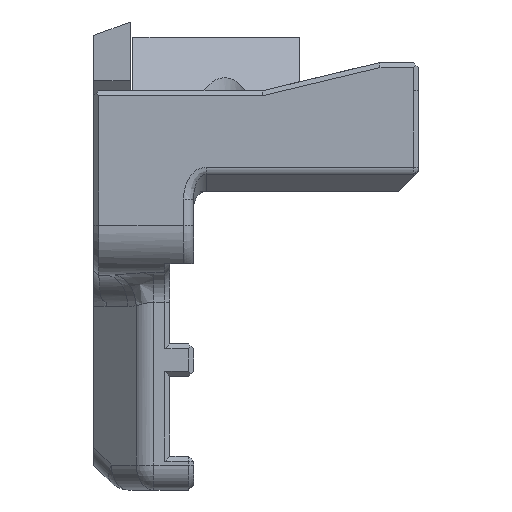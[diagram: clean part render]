
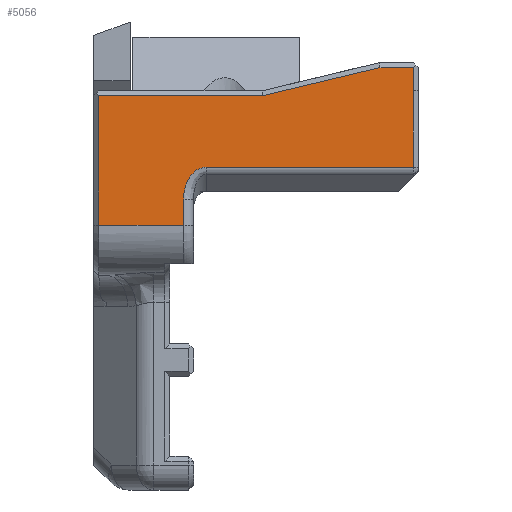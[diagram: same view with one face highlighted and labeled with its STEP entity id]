
A CAD part, front view. The second image highlights one B-rep face of the part: STEP entity #5056.
In plain terms, the highlighted planar face has unit normal (0, -1, 0).
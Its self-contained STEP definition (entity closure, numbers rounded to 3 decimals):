
#201=PLANE('',#5510);
#571=LINE('',#7936,#1092);
#828=LINE('',#9058,#1349);
#829=LINE('',#9060,#1350);
#830=LINE('',#9061,#1351);
#831=LINE('',#9063,#1352);
#832=LINE('',#9079,#1353);
#833=LINE('',#9081,#1354);
#834=LINE('',#9083,#1355);
#835=LINE('',#9084,#1356);
#1092=VECTOR('',#6028,1000.);
#1349=VECTOR('',#6697,1000.);
#1350=VECTOR('',#6698,1000.);
#1351=VECTOR('',#6699,1000.);
#1352=VECTOR('',#6700,1000.);
#1353=VECTOR('',#6701,1000.);
#1354=VECTOR('',#6702,1000.);
#1355=VECTOR('',#6703,1000.);
#1356=VECTOR('',#6704,1000.);
#1721=FACE_OUTER_BOUND('',#2010,.T.);
#2010=EDGE_LOOP('',(#4429,#4430,#4431,#4432,#4433,#4434,#4435,#4436,#4437,
#4438));
#2142=B_SPLINE_CURVE_WITH_KNOTS('',3,(#9065,#9066,#9067,#9068,#9069,#9070,
#9071,#9072,#9073,#9074,#9075,#9076,#9077),.UNSPECIFIED.,.F.,.F.,(4,3,3,
3,4),(1.571,1.963,2.356,2.749,
3.142),.UNSPECIFIED.);
#2348=VERTEX_POINT('',#7933);
#2349=VERTEX_POINT('',#7935);
#2557=VERTEX_POINT('',#9056);
#2558=VERTEX_POINT('',#9057);
#2559=VERTEX_POINT('',#9059);
#2560=VERTEX_POINT('',#9062);
#2561=VERTEX_POINT('',#9064);
#2562=VERTEX_POINT('',#9078);
#2563=VERTEX_POINT('',#9080);
#2564=VERTEX_POINT('',#9082);
#2872=EDGE_CURVE('',#2348,#2349,#571,.T.);
#3223=EDGE_CURVE('',#2557,#2558,#828,.T.);
#3224=EDGE_CURVE('',#2558,#2559,#829,.T.);
#3225=EDGE_CURVE('',#2559,#2349,#830,.T.);
#3226=EDGE_CURVE('',#2348,#2560,#831,.T.);
#3227=EDGE_CURVE('',#2560,#2561,#2142,.T.);
#3228=EDGE_CURVE('',#2561,#2562,#832,.T.);
#3229=EDGE_CURVE('',#2562,#2563,#833,.T.);
#3230=EDGE_CURVE('',#2563,#2564,#834,.T.);
#3231=EDGE_CURVE('',#2564,#2557,#835,.T.);
#4429=ORIENTED_EDGE('',*,*,#3223,.T.);
#4430=ORIENTED_EDGE('',*,*,#3224,.T.);
#4431=ORIENTED_EDGE('',*,*,#3225,.T.);
#4432=ORIENTED_EDGE('',*,*,#2872,.F.);
#4433=ORIENTED_EDGE('',*,*,#3226,.T.);
#4434=ORIENTED_EDGE('',*,*,#3227,.T.);
#4435=ORIENTED_EDGE('',*,*,#3228,.T.);
#4436=ORIENTED_EDGE('',*,*,#3229,.T.);
#4437=ORIENTED_EDGE('',*,*,#3230,.T.);
#4438=ORIENTED_EDGE('',*,*,#3231,.T.);
#5056=ADVANCED_FACE('',(#1721),#201,.T.);
#5510=AXIS2_PLACEMENT_3D('',#9055,#6695,#6696);
#6028=DIRECTION('',(-1.,0.,0.));
#6695=DIRECTION('center_axis',(0.,-1.,0.));
#6696=DIRECTION('ref_axis',(-1.,0.,0.));
#6697=DIRECTION('',(-0.972,0.,-0.233));
#6698=DIRECTION('',(-1.,0.,0.));
#6699=DIRECTION('',(0.,0.,-1.));
#6700=DIRECTION('',(0.,0.,1.));
#6701=DIRECTION('',(1.,0.,0.));
#6702=DIRECTION('',(0.,0.,1.));
#6703=DIRECTION('',(0.,0.,1.));
#6704=DIRECTION('',(-1.,0.,0.));
#7933=CARTESIAN_POINT('',(20.66,-17.,31.8));
#7935=CARTESIAN_POINT('',(13.86,-17.,31.8));
#7936=CARTESIAN_POINT('',(35.501,-17.,31.8));
#9055=CARTESIAN_POINT('Origin',(35.501,-17.,31.8));
#9056=CARTESIAN_POINT('',(36.382,-17.,44.399));
#9057=CARTESIAN_POINT('',(27.007,-17.,42.149));
#9058=CARTESIAN_POINT('',(32.69,-17.,43.513));
#9059=CARTESIAN_POINT('',(13.86,-17.,42.149));
#9060=CARTESIAN_POINT('',(35.501,-17.,42.149));
#9061=CARTESIAN_POINT('',(13.86,-17.,31.8));
#9062=CARTESIAN_POINT('',(20.66,-17.,33.886));
#9063=CARTESIAN_POINT('',(20.66,-17.,34.686));
#9064=CARTESIAN_POINT('',(22.46,-17.,36.431));
#9065=CARTESIAN_POINT('Ctrl Pts',(20.66,-17.,33.886));
#9066=CARTESIAN_POINT('Ctrl Pts',(20.66,-17.,34.219));
#9067=CARTESIAN_POINT('Ctrl Pts',(20.707,-17.,34.552));
#9068=CARTESIAN_POINT('Ctrl Pts',(20.797,-17.,34.86));
#9069=CARTESIAN_POINT('Ctrl Pts',(20.887,-17.,35.168));
#9070=CARTESIAN_POINT('Ctrl Pts',(21.021,-17.,35.45));
#9071=CARTESIAN_POINT('Ctrl Pts',(21.187,-17.,35.686));
#9072=CARTESIAN_POINT('Ctrl Pts',(21.354,-17.,35.921));
#9073=CARTESIAN_POINT('Ctrl Pts',(21.553,-17.,36.11));
#9074=CARTESIAN_POINT('Ctrl Pts',(21.771,-17.,36.238));
#9075=CARTESIAN_POINT('Ctrl Pts',(21.989,-17.,36.365));
#9076=CARTESIAN_POINT('Ctrl Pts',(22.224,-17.,36.431));
#9077=CARTESIAN_POINT('Ctrl Pts',(22.46,-17.,36.431));
#9078=CARTESIAN_POINT('',(39.06,-17.,36.431));
#9079=CARTESIAN_POINT('',(35.501,-17.,36.431));
#9080=CARTESIAN_POINT('',(39.06,-17.,42.549));
#9081=CARTESIAN_POINT('',(39.06,-17.,31.8));
#9082=CARTESIAN_POINT('',(39.06,-17.,44.399));
#9083=CARTESIAN_POINT('',(39.06,-17.,31.8));
#9084=CARTESIAN_POINT('',(35.501,-17.,44.399));
